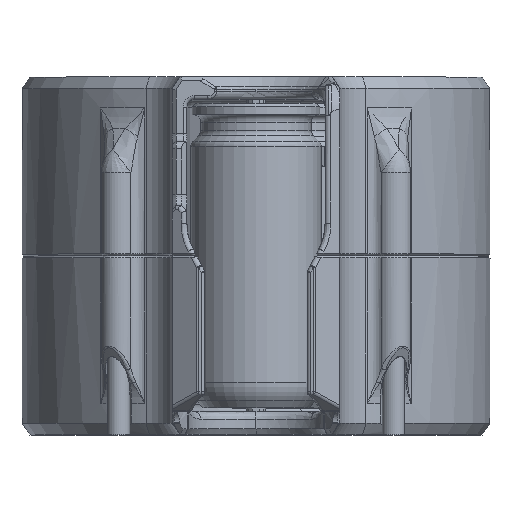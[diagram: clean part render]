
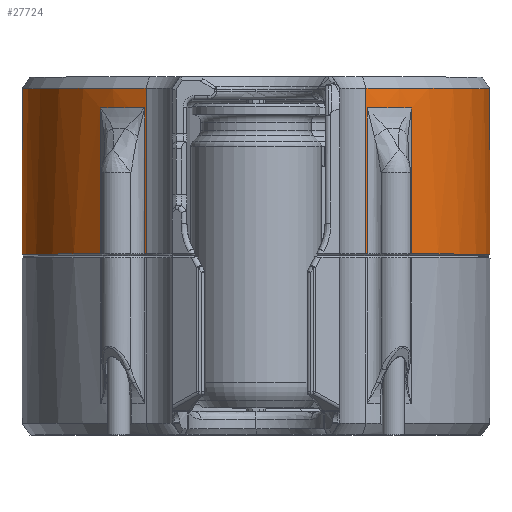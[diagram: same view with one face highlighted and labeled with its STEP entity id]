
A CAD part, top view. The second image highlights one B-rep face of the part: STEP entity #27724.
In plain terms, the highlighted cylindrical face has radius 61.49 mm (diameter 122.98 mm), a partial arc.
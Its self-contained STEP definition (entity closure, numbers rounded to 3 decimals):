
#3510=FACE_OUTER_BOUND('',#5260,.T.);
#5260=EDGE_LOOP('',(#23248,#23249,#23250,#23251,#23252,#23253,#23254,#23255,
#23256,#23257,#23258,#23259,#23260,#23261,#23262,#23263));
#7206=LINE('',#51855,#9371);
#7207=LINE('',#51859,#9372);
#7208=LINE('',#51863,#9373);
#7209=LINE('',#51867,#9374);
#7210=LINE('',#51871,#9375);
#7211=LINE('',#51875,#9376);
#7212=LINE('',#51879,#9377);
#7213=LINE('',#51883,#9378);
#9371=VECTOR('',#35383,10.);
#9372=VECTOR('',#35386,10.);
#9373=VECTOR('',#35389,10.);
#9374=VECTOR('',#35392,10.);
#9375=VECTOR('',#35395,10.);
#9376=VECTOR('',#35398,10.);
#9377=VECTOR('',#35401,10.);
#9378=VECTOR('',#35404,10.);
#10955=CIRCLE('',#30105,61.49);
#10956=CIRCLE('',#30106,61.49);
#10957=CIRCLE('',#30107,61.49);
#10958=CIRCLE('',#30108,61.49);
#10959=CIRCLE('',#30109,61.49);
#10960=CIRCLE('',#30110,61.49);
#10961=CIRCLE('',#30111,61.49);
#10962=CIRCLE('',#30112,61.49);
#13124=VERTEX_POINT('',#51853);
#13125=VERTEX_POINT('',#51854);
#13126=VERTEX_POINT('',#51856);
#13127=VERTEX_POINT('',#51858);
#13128=VERTEX_POINT('',#51860);
#13129=VERTEX_POINT('',#51862);
#13130=VERTEX_POINT('',#51864);
#13131=VERTEX_POINT('',#51866);
#13132=VERTEX_POINT('',#51868);
#13133=VERTEX_POINT('',#51870);
#13134=VERTEX_POINT('',#51872);
#13135=VERTEX_POINT('',#51874);
#13136=VERTEX_POINT('',#51876);
#13137=VERTEX_POINT('',#51878);
#13138=VERTEX_POINT('',#51880);
#13139=VERTEX_POINT('',#51882);
#16645=EDGE_CURVE('',#13124,#13125,#7206,.T.);
#16646=EDGE_CURVE('',#13126,#13125,#10955,.T.);
#16647=EDGE_CURVE('',#13127,#13126,#7207,.T.);
#16648=EDGE_CURVE('',#13128,#13127,#10956,.T.);
#16649=EDGE_CURVE('',#13129,#13128,#7208,.T.);
#16650=EDGE_CURVE('',#13130,#13129,#10957,.T.);
#16651=EDGE_CURVE('',#13131,#13130,#7209,.T.);
#16652=EDGE_CURVE('',#13132,#13131,#10958,.T.);
#16653=EDGE_CURVE('',#13133,#13132,#7210,.T.);
#16654=EDGE_CURVE('',#13134,#13133,#10959,.T.);
#16655=EDGE_CURVE('',#13135,#13134,#7211,.T.);
#16656=EDGE_CURVE('',#13136,#13135,#10960,.T.);
#16657=EDGE_CURVE('',#13137,#13136,#7212,.T.);
#16658=EDGE_CURVE('',#13138,#13137,#10961,.T.);
#16659=EDGE_CURVE('',#13138,#13139,#7213,.T.);
#16660=EDGE_CURVE('',#13139,#13124,#10962,.T.);
#23248=ORIENTED_EDGE('',*,*,#16645,.T.);
#23249=ORIENTED_EDGE('',*,*,#16646,.F.);
#23250=ORIENTED_EDGE('',*,*,#16647,.F.);
#23251=ORIENTED_EDGE('',*,*,#16648,.F.);
#23252=ORIENTED_EDGE('',*,*,#16649,.F.);
#23253=ORIENTED_EDGE('',*,*,#16650,.F.);
#23254=ORIENTED_EDGE('',*,*,#16651,.F.);
#23255=ORIENTED_EDGE('',*,*,#16652,.F.);
#23256=ORIENTED_EDGE('',*,*,#16653,.F.);
#23257=ORIENTED_EDGE('',*,*,#16654,.F.);
#23258=ORIENTED_EDGE('',*,*,#16655,.F.);
#23259=ORIENTED_EDGE('',*,*,#16656,.F.);
#23260=ORIENTED_EDGE('',*,*,#16657,.F.);
#23261=ORIENTED_EDGE('',*,*,#16658,.F.);
#23262=ORIENTED_EDGE('',*,*,#16659,.T.);
#23263=ORIENTED_EDGE('',*,*,#16660,.T.);
#26558=CYLINDRICAL_SURFACE('',#30104,61.49);
#27724=ADVANCED_FACE('',(#3510),#26558,.T.);
#30104=AXIS2_PLACEMENT_3D('',#51852,#35381,#35382);
#30105=AXIS2_PLACEMENT_3D('',#51857,#35384,#35385);
#30106=AXIS2_PLACEMENT_3D('',#51861,#35387,#35388);
#30107=AXIS2_PLACEMENT_3D('',#51865,#35390,#35391);
#30108=AXIS2_PLACEMENT_3D('',#51869,#35393,#35394);
#30109=AXIS2_PLACEMENT_3D('',#51873,#35396,#35397);
#30110=AXIS2_PLACEMENT_3D('',#51877,#35399,#35400);
#30111=AXIS2_PLACEMENT_3D('',#51881,#35402,#35403);
#30112=AXIS2_PLACEMENT_3D('',#51884,#35405,#35406);
#35381=DIRECTION('center_axis',(0.,1.,0.));
#35382=DIRECTION('ref_axis',(0.,0.,
-1.));
#35383=DIRECTION('',(0.,-1.,0.));
#35384=DIRECTION('center_axis',(0.,-1.,0.));
#35385=DIRECTION('ref_axis',(0.518,0.,0.855));
#35386=DIRECTION('',(0.,-1.,0.));
#35387=DIRECTION('center_axis',(0.,-1.,0.));
#35388=DIRECTION('ref_axis',(0.574,0.,0.819));
#35389=DIRECTION('',(0.,1.,0.));
#35390=DIRECTION('center_axis',(0.,-1.,0.));
#35391=DIRECTION('ref_axis',(0.518,0.,0.855));
#35392=DIRECTION('',(0.,-1.,0.));
#35393=DIRECTION('center_axis',(0.,-1.,0.));
#35394=DIRECTION('ref_axis',(0.,0.,-1.));
#35395=DIRECTION('',(0.,1.,0.));
#35396=DIRECTION('center_axis',(0.,-1.,0.));
#35397=DIRECTION('ref_axis',(-0.518,0.,-0.855));
#35398=DIRECTION('',(0.,-1.,0.));
#35399=DIRECTION('center_axis',(0.,-1.,0.));
#35400=DIRECTION('ref_axis',(-0.574,0.,0.819));
#35401=DIRECTION('',(0.,1.,0.));
#35402=DIRECTION('center_axis',(0.,-1.,0.));
#35403=DIRECTION('ref_axis',(0.518,0.,0.855));
#35404=DIRECTION('',(0.,1.,0.));
#35405=DIRECTION('center_axis',(0.,-1.,0.));
#35406=DIRECTION('ref_axis',(-0.518,0.,-0.855));
#51852=CARTESIAN_POINT('Origin',(0.,114.473,
-110.651));
#51853=CARTESIAN_POINT('',(28.892,195.473,-56.371));
#51854=CARTESIAN_POINT('',(28.892,151.973,-56.371));
#51855=CARTESIAN_POINT('',(28.892,114.473,-56.371));
#51856=CARTESIAN_POINT('',(29.236,151.973,-56.556));
#51857=CARTESIAN_POINT('Origin',(0.,151.973,
-110.651));
#51858=CARTESIAN_POINT('',(29.236,190.306,-56.556));
#51859=CARTESIAN_POINT('',(29.236,114.473,-56.556));
#51860=CARTESIAN_POINT('',(40.834,190.306,-64.677));
#51861=CARTESIAN_POINT('Origin',(0.,190.306,-110.651));
#51862=CARTESIAN_POINT('',(40.834,151.973,-64.677));
#51863=CARTESIAN_POINT('',(40.834,114.473,-64.677));
#51864=CARTESIAN_POINT('',(7.079,151.973,-171.732));
#51865=CARTESIAN_POINT('Origin',(0.,151.973,
-110.651));
#51866=CARTESIAN_POINT('',(7.079,190.306,-171.732));
#51867=CARTESIAN_POINT('',(7.079,114.473,-171.732));
#51868=CARTESIAN_POINT('',(-7.079,190.306,-171.732));
#51869=CARTESIAN_POINT('Origin',(0.,190.306,
-110.651));
#51870=CARTESIAN_POINT('',(-7.079,151.973,-171.732));
#51871=CARTESIAN_POINT('',(-7.079,114.473,-171.732));
#51872=CARTESIAN_POINT('',(-40.834,151.973,-64.677));
#51873=CARTESIAN_POINT('Origin',(0.,151.973,
-110.651));
#51874=CARTESIAN_POINT('',(-40.834,190.306,-64.677));
#51875=CARTESIAN_POINT('',(-40.834,114.473,-64.677));
#51876=CARTESIAN_POINT('',(-29.236,190.306,-56.556));
#51877=CARTESIAN_POINT('Origin',(0.,190.306,
-110.651));
#51878=CARTESIAN_POINT('',(-29.236,151.973,-56.556));
#51879=CARTESIAN_POINT('',(-29.236,114.473,-56.556));
#51880=CARTESIAN_POINT('',(-28.892,151.973,-56.371));
#51881=CARTESIAN_POINT('Origin',(0.,151.973,
-110.651));
#51882=CARTESIAN_POINT('',(-28.892,195.473,-56.371));
#51883=CARTESIAN_POINT('',(-28.892,114.473,-56.371));
#51884=CARTESIAN_POINT('Origin',(0.,195.473,
-110.651));
